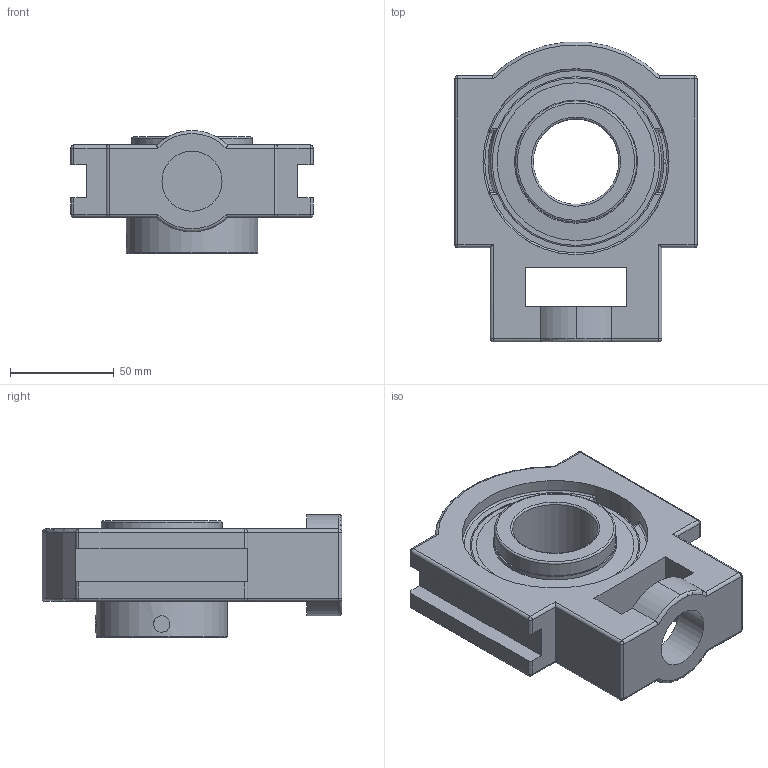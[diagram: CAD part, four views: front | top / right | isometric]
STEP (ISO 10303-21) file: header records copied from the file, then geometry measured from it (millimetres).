
FILE_DESCRIPTION(('HOOPS Exchange Step'),'2;1');
FILE_NAME('export-DCE542C1-D3F6-4680-8430-15E439D73CD0.stp','2020-05-20T11:04:03-07:00',('dkerr'),('Alibre'),'HOOPS Exchange 2020.0','Alibre','Unknown authorisation');
FILE_SCHEMA( ('AP242_MANAGED_MODEL_BASED_3D_ENGINEERING_MIM_LF {1 0 10303 442 1 1 4 }') );
Length unit declared in the file: inch
Products named in the file (8): MRN STM 209 L4L; SHC 209 (Setscrew); SHC 209 (Ball Bearing); SHC 209-26 (Collar); SHC 209 (Shield); SHC 209-26 L4L (1.625inch) (Race); MRN SHC 209-26 L4L (1.625inch); MRN SHCSTM 209-26 L4L (1.625inch)
Assembly tree (7 placements, depth 3):
  MRN SHCSTM 209-26 L4L (1.625inch)
    MRN STM 209 L4L
    MRN SHC 209-26 L4L (1.625inch)
      SHC 209 (Setscrew)
      SHC 209 (Ball Bearing)
      SHC 209-26 (Collar)
      SHC 209 (Shield)
      SHC 209-26 L4L (1.625inch) (Race)
Bounding box: 117 x 144.79 x 59.4 mm (x, y, z)
Volume: 351204.5 mm3; surface area: 103626.6 mm2
Topology: 16 solids, 16 shells, 186 faces, 482 edges, 295 vertices
Faces by surface type: cylinder 70, plane 55, sphere 28, torus 17, cone 12, bspline 4
Full cylindrical faces by diameter (mm): 7.925 x1, 7.938 x2, 29 x1, 41.275 x2, 53.746 x2, 58.42 x4, 59.436 x2, 63.5 x1, 75.184 x2, 76.2 x4, 89.839 x2, 95.22 x1
Entity records: 7602 total; most frequent: CARTESIAN_POINT 2865, DIRECTION 1037, ORIENTED_EDGE 890, EDGE_CURVE 445, AXIS2_PLACEMENT_3D 428, VERTEX_POINT 295, CIRCLE 219, EDGE_LOOP 208
